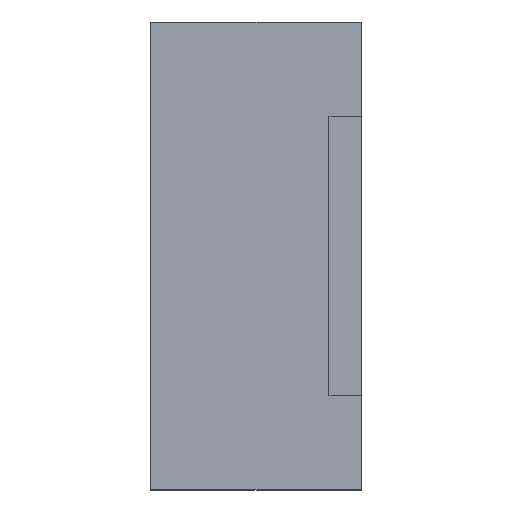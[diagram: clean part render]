
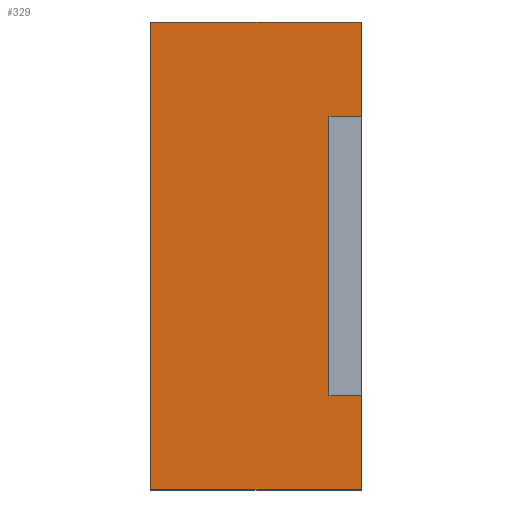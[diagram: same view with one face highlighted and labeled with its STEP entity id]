
A CAD part, left-side view. The second image highlights one B-rep face of the part: STEP entity #329.
In plain terms, the highlighted planar face has unit normal (-1, 0, 0).
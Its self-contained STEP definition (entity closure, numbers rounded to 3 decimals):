
#3 = CARTESIAN_POINT ( 'NONE',  ( -1.975, 0.15, 0.65 ) ) ;
#16 = PLANE ( 'NONE',  #1141 ) ;
#19 = VECTOR ( 'NONE', #135, 1000. ) ;
#43 = CARTESIAN_POINT ( 'NONE',  ( -1.975, 0., 1.09 ) ) ;
#62 = EDGE_CURVE ( 'NONE', #625, #605, #783, .T. ) ;
#70 = LINE ( 'NONE', #956, #307 ) ;
#73 = LINE ( 'NONE', #703, #1079 ) ;
#80 = DIRECTION ( 'NONE',  ( 0., 0., -1. ) ) ;
#89 = VERTEX_POINT ( 'NONE', #176 ) ;
#100 = VECTOR ( 'NONE', #365, 1000. ) ;
#107 = EDGE_CURVE ( 'NONE', #964, #961, #531, .T. ) ;
#135 = DIRECTION ( 'NONE',  ( 0., 0., 1. ) ) ;
#150 = ORIENTED_EDGE ( 'NONE', *, *, #809, .T. ) ;
#176 = CARTESIAN_POINT ( 'NONE',  ( -1.975, 0., -1.09 ) ) ;
#185 = EDGE_CURVE ( 'NONE', #950, #1053, #846, .T. ) ;
#191 = CARTESIAN_POINT ( 'NONE',  ( -1.975, 0.98, 1.09 ) ) ;
#199 = LINE ( 'NONE', #191, #540 ) ;
#205 = CARTESIAN_POINT ( 'NONE',  ( -1.975, 0., 0.65 ) ) ;
#281 = EDGE_CURVE ( 'NONE', #961, #635, #70, .T. ) ;
#300 = LINE ( 'NONE', #3, #707 ) ;
#307 = VECTOR ( 'NONE', #775, 1000. ) ;
#329 = ADVANCED_FACE ( 'NONE', ( #867 ), #16, .F. ) ;
#339 = EDGE_CURVE ( 'NONE', #964, #950, #300, .T. ) ;
#365 = DIRECTION ( 'NONE',  ( 0., 0., 1. ) ) ;
#370 = DIRECTION ( 'NONE',  ( 0., 0., -1. ) ) ;
#376 = ORIENTED_EDGE ( 'NONE', *, *, #991, .T. ) ;
#392 = LINE ( 'NONE', #833, #649 ) ;
#394 = EDGE_CURVE ( 'NONE', #605, #1053, #199, .T. ) ;
#413 = CARTESIAN_POINT ( 'NONE',  ( -1.975, 0.98, 1.09 ) ) ;
#417 = CARTESIAN_POINT ( 'NONE',  ( -1.975, 0.98, -1.09 ) ) ;
#436 = DIRECTION ( 'NONE',  ( 0., 0., 1. ) ) ;
#474 = CARTESIAN_POINT ( 'NONE',  ( -1.975, 0.15, -0.65 ) ) ;
#483 = CARTESIAN_POINT ( 'NONE',  ( -1.975, 0.98, 1.09 ) ) ;
#531 = LINE ( 'NONE', #960, #878 ) ;
#540 = VECTOR ( 'NONE', #817, 1000. ) ;
#605 = VERTEX_POINT ( 'NONE', #413 ) ;
#625 = VERTEX_POINT ( 'NONE', #417 ) ;
#635 = VERTEX_POINT ( 'NONE', #844 ) ;
#649 = VECTOR ( 'NONE', #1087, 1000. ) ;
#652 = DIRECTION ( 'NONE',  ( 0., -1., 0. ) ) ;
#703 = CARTESIAN_POINT ( 'NONE',  ( -1.975, 0., 1.09 ) ) ;
#706 = ORIENTED_EDGE ( 'NONE', *, *, #107, .F. ) ;
#707 = VECTOR ( 'NONE', #652, 1000. ) ;
#714 = EDGE_LOOP ( 'NONE', ( #706, #866, #715, #772, #891, #376, #150, #813 ) ) ;
#715 = ORIENTED_EDGE ( 'NONE', *, *, #185, .T. ) ;
#772 = ORIENTED_EDGE ( 'NONE', *, *, #394, .F. ) ;
#775 = DIRECTION ( 'NONE',  ( 0., -1., 0. ) ) ;
#783 = LINE ( 'NONE', #1062, #100 ) ;
#809 = EDGE_CURVE ( 'NONE', #89, #635, #73, .T. ) ;
#813 = ORIENTED_EDGE ( 'NONE', *, *, #281, .F. ) ;
#817 = DIRECTION ( 'NONE',  ( 0., -1., 0. ) ) ;
#828 = DIRECTION ( 'NONE',  ( 1., 0., 0. ) ) ;
#833 = CARTESIAN_POINT ( 'NONE',  ( -1.975, 0.98, -1.09 ) ) ;
#844 = CARTESIAN_POINT ( 'NONE',  ( -1.975, 0., -0.65 ) ) ;
#846 = LINE ( 'NONE', #43, #19 ) ;
#866 = ORIENTED_EDGE ( 'NONE', *, *, #339, .T. ) ;
#867 = FACE_OUTER_BOUND ( 'NONE', #714, .T. ) ;
#878 = VECTOR ( 'NONE', #80, 1000. ) ;
#891 = ORIENTED_EDGE ( 'NONE', *, *, #62, .F. ) ;
#899 = CARTESIAN_POINT ( 'NONE',  ( -1.975, 0., 1.09 ) ) ;
#950 = VERTEX_POINT ( 'NONE', #205 ) ;
#956 = CARTESIAN_POINT ( 'NONE',  ( -1.975, 0.15, -0.65 ) ) ;
#960 = CARTESIAN_POINT ( 'NONE',  ( -1.975, 0.15, -0.65 ) ) ;
#961 = VERTEX_POINT ( 'NONE', #474 ) ;
#964 = VERTEX_POINT ( 'NONE', #1075 ) ;
#991 = EDGE_CURVE ( 'NONE', #625, #89, #392, .T. ) ;
#1053 = VERTEX_POINT ( 'NONE', #899 ) ;
#1062 = CARTESIAN_POINT ( 'NONE',  ( -1.975, 0.98, 1.09 ) ) ;
#1075 = CARTESIAN_POINT ( 'NONE',  ( -1.975, 0.15, 0.65 ) ) ;
#1079 = VECTOR ( 'NONE', #436, 1000. ) ;
#1087 = DIRECTION ( 'NONE',  ( 0., -1., 0. ) ) ;
#1141 = AXIS2_PLACEMENT_3D ( 'NONE', #483, #828, #370 ) ;
